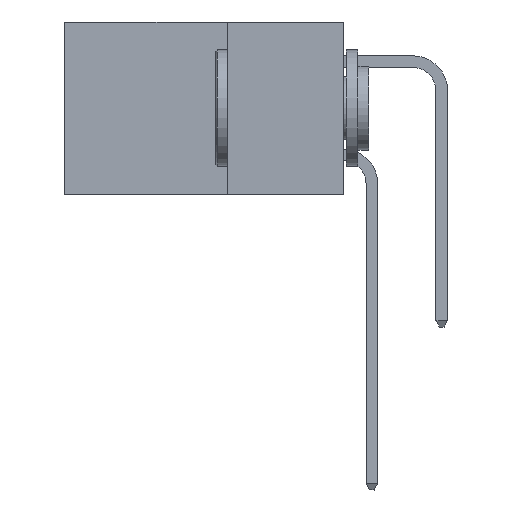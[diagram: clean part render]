
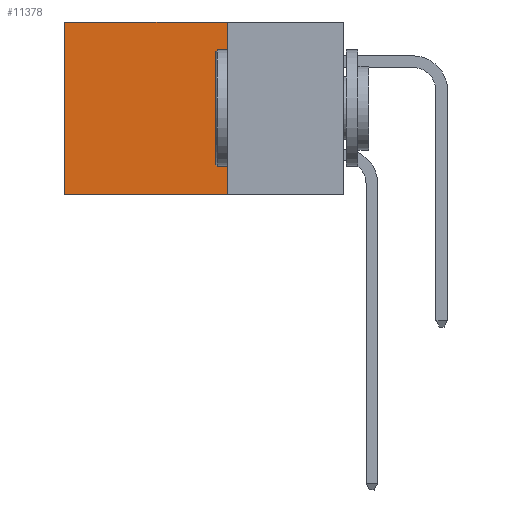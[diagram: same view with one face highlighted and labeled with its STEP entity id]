
A CAD part, left-side view. The second image highlights one B-rep face of the part: STEP entity #11378.
In plain terms, the highlighted planar face has unit normal (-1, 0, 0).
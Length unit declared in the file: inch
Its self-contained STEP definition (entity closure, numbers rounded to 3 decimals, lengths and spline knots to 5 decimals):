
#166 = EDGE_CURVE ( 'NONE', #8554, #1622, #5502, .T. ) ;
#497 = PLANE ( 'NONE',  #21296 ) ;
#943 = ORIENTED_EDGE ( 'NONE', *, *, #6144, .F. ) ;
#1622 = VERTEX_POINT ( 'NONE', #7132 ) ;
#1895 = EDGE_CURVE ( 'NONE', #1622, #4146, #10535, .T. ) ;
#2220 = DIRECTION ( 'NONE',  ( 1., 0., 0. ) ) ;
#2565 = CARTESIAN_POINT ( 'NONE',  ( 0.298, 0.25, -0.37 ) ) ;
#2818 = VECTOR ( 'NONE', #7757, 39.37008 ) ;
#3460 = CARTESIAN_POINT ( 'NONE',  ( 0.298, 0.6, -0.37 ) ) ;
#4146 = VERTEX_POINT ( 'NONE', #3460 ) ;
#4322 = CARTESIAN_POINT ( 'NONE',  ( 0.298, 0.25, -0.37 ) ) ;
#5419 = VECTOR ( 'NONE', #10652, 39.37008 ) ;
#5502 = LINE ( 'NONE', #16552, #17542 ) ;
#5595 = CARTESIAN_POINT ( 'NONE',  ( 0.298, 0.6, 0. ) ) ;
#6144 = EDGE_CURVE ( 'NONE', #8554, #8658, #16468, .T. ) ;
#7132 = CARTESIAN_POINT ( 'NONE',  ( 0.298, 0.6, 0. ) ) ;
#7757 = DIRECTION ( 'NONE',  ( 0., 0., -1. ) ) ;
#8168 = LINE ( 'NONE', #4322, #16694 ) ;
#8554 = VERTEX_POINT ( 'NONE', #21089 ) ;
#8658 = VERTEX_POINT ( 'NONE', #2565 ) ;
#9687 = DIRECTION ( 'NONE',  ( 0., 1., 0. ) ) ;
#10535 = LINE ( 'NONE', #5595, #5419 ) ;
#10652 = DIRECTION ( 'NONE',  ( 0., 0., -1. ) ) ;
#11174 = DIRECTION ( 'NONE',  ( 0., 1., 0. ) ) ;
#11378 = ADVANCED_FACE ( 'NONE', ( #17644 ), #497, .F. ) ;
#12014 = EDGE_LOOP ( 'NONE', ( #12544, #18220, #943, #15325 ) ) ;
#12544 = ORIENTED_EDGE ( 'NONE', *, *, #1895, .T. ) ;
#14160 = DIRECTION ( 'NONE',  ( 0., 0., -1. ) ) ;
#15325 = ORIENTED_EDGE ( 'NONE', *, *, #166, .T. ) ;
#16259 = CARTESIAN_POINT ( 'NONE',  ( 0.298, 0.25, 0. ) ) ;
#16468 = LINE ( 'NONE', #16259, #2818 ) ;
#16552 = CARTESIAN_POINT ( 'NONE',  ( 0.298, 0.25, 0. ) ) ;
#16694 = VECTOR ( 'NONE', #11174, 39.37008 ) ;
#17542 = VECTOR ( 'NONE', #9687, 39.37008 ) ;
#17644 = FACE_OUTER_BOUND ( 'NONE', #12014, .T. ) ;
#18220 = ORIENTED_EDGE ( 'NONE', *, *, #20465, .F. ) ;
#20465 = EDGE_CURVE ( 'NONE', #8658, #4146, #8168, .T. ) ;
#20977 = CARTESIAN_POINT ( 'NONE',  ( 0.298, 0.25, 0. ) ) ;
#21089 = CARTESIAN_POINT ( 'NONE',  ( 0.298, 0.25, 0. ) ) ;
#21296 = AXIS2_PLACEMENT_3D ( 'NONE', #20977, #2220, #14160 ) ;
